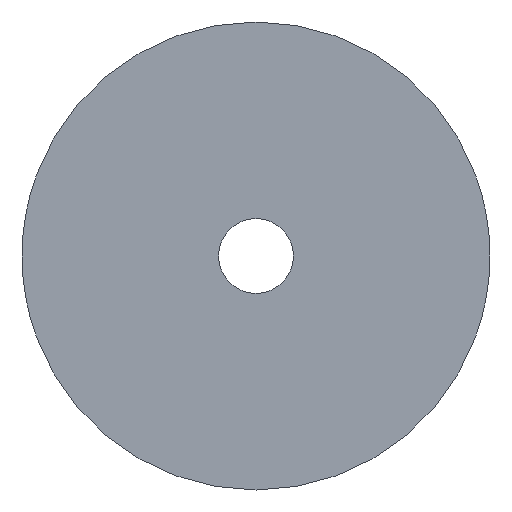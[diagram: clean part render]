
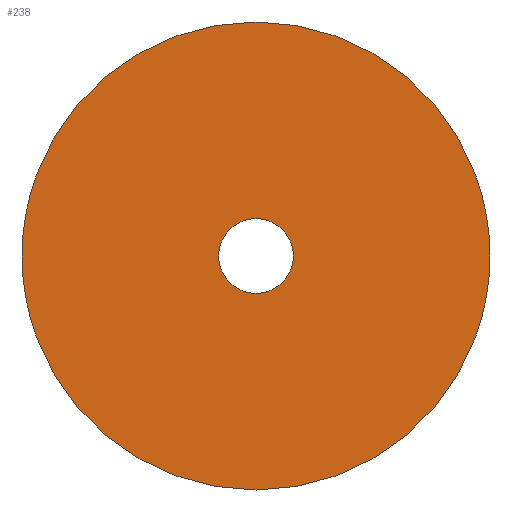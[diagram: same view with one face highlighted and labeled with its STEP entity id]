
A CAD part, front view. The second image highlights one B-rep face of the part: STEP entity #238.
In plain terms, the highlighted planar face has unit normal (0, -1, 0).
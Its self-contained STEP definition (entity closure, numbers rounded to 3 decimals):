
#5 = DIRECTION ( 'NONE',  ( 0., 1., 0. ) ) ;
#10 = CIRCLE ( 'NONE', #156, 10. ) ;
#21 = ORIENTED_EDGE ( 'NONE', *, *, #207, .T. ) ;
#41 = DIRECTION ( 'NONE',  ( 0., -1., 0. ) ) ;
#47 = EDGE_CURVE ( 'NONE', #96, #142, #134, .T. ) ;
#49 = CIRCLE ( 'NONE', #61, 10. ) ;
#59 = CARTESIAN_POINT ( 'NONE',  ( 0., 0., 0. ) ) ;
#61 = AXIS2_PLACEMENT_3D ( 'NONE', #245, #106, #148 ) ;
#67 = DIRECTION ( 'NONE',  ( 0., 0., 1. ) ) ;
#75 = DIRECTION ( 'NONE',  ( 0., 0., -1. ) ) ;
#76 = EDGE_CURVE ( 'NONE', #167, #236, #49, .T. ) ;
#78 = FACE_BOUND ( 'NONE', #141, .T. ) ;
#81 = ORIENTED_EDGE ( 'NONE', *, *, #47, .T. ) ;
#95 = CARTESIAN_POINT ( 'NONE',  ( 0., 0., -10. ) ) ;
#96 = VERTEX_POINT ( 'NONE', #111 ) ;
#106 = DIRECTION ( 'NONE',  ( 0., -1., 0. ) ) ;
#111 = CARTESIAN_POINT ( 'NONE',  ( 0., 0., 1.6 ) ) ;
#121 = AXIS2_PLACEMENT_3D ( 'NONE', #246, #151, #67 ) ;
#126 = CIRCLE ( 'NONE', #189, 1.6 ) ;
#129 = EDGE_LOOP ( 'NONE', ( #243, #205 ) ) ;
#134 = CIRCLE ( 'NONE', #121, 1.6 ) ;
#141 = EDGE_LOOP ( 'NONE', ( #81, #21 ) ) ;
#142 = VERTEX_POINT ( 'NONE', #210 ) ;
#148 = DIRECTION ( 'NONE',  ( 0., 0., -1. ) ) ;
#151 = DIRECTION ( 'NONE',  ( 0., 1., 0. ) ) ;
#152 = DIRECTION ( 'NONE',  ( 0., 0., -1. ) ) ;
#155 = PLANE ( 'NONE',  #226 ) ;
#156 = AXIS2_PLACEMENT_3D ( 'NONE', #196, #217, #152 ) ;
#157 = CARTESIAN_POINT ( 'NONE',  ( 0., 0., 0. ) ) ;
#167 = VERTEX_POINT ( 'NONE', #233 ) ;
#189 = AXIS2_PLACEMENT_3D ( 'NONE', #59, #5, #193 ) ;
#193 = DIRECTION ( 'NONE',  ( 0., 0., 1. ) ) ;
#195 = EDGE_CURVE ( 'NONE', #236, #167, #10, .T. ) ;
#196 = CARTESIAN_POINT ( 'NONE',  ( 0., 0., 0. ) ) ;
#205 = ORIENTED_EDGE ( 'NONE', *, *, #76, .T. ) ;
#207 = EDGE_CURVE ( 'NONE', #142, #96, #126, .T. ) ;
#210 = CARTESIAN_POINT ( 'NONE',  ( 0., 0., -1.6 ) ) ;
#217 = DIRECTION ( 'NONE',  ( 0., -1., 0. ) ) ;
#221 = FACE_OUTER_BOUND ( 'NONE', #129, .T. ) ;
#226 = AXIS2_PLACEMENT_3D ( 'NONE', #157, #41, #75 ) ;
#233 = CARTESIAN_POINT ( 'NONE',  ( 0., 0., 10. ) ) ;
#236 = VERTEX_POINT ( 'NONE', #95 ) ;
#238 = ADVANCED_FACE ( 'NONE', ( #78, #221 ), #155, .T. ) ;
#243 = ORIENTED_EDGE ( 'NONE', *, *, #195, .T. ) ;
#245 = CARTESIAN_POINT ( 'NONE',  ( 0., 0., 0. ) ) ;
#246 = CARTESIAN_POINT ( 'NONE',  ( 0., 0., 0. ) ) ;
